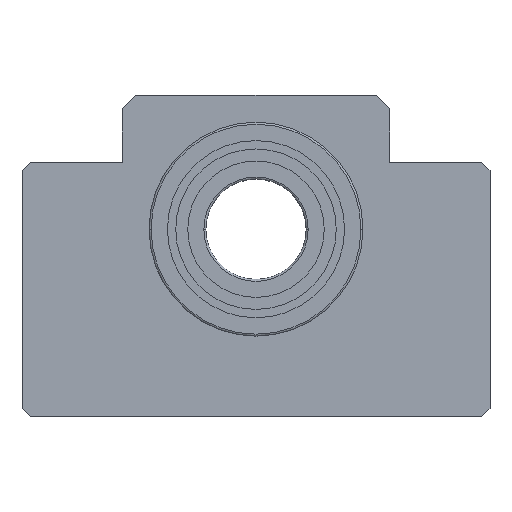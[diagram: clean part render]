
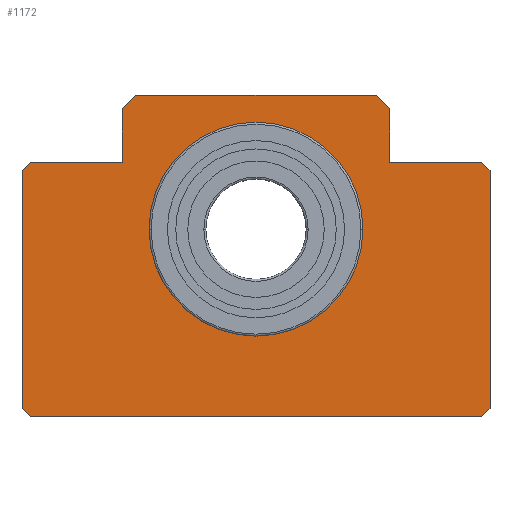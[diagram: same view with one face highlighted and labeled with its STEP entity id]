
A CAD part, top view. The second image highlights one B-rep face of the part: STEP entity #1172.
In plain terms, the highlighted planar face has unit normal (0, 0, 1).
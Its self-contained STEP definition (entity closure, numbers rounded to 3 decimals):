
#15 = EDGE_CURVE ( 'NONE', #1427, #2027, #1601, .T. ) ;
#28 = EDGE_CURVE ( 'NONE', #919, #1408, #915, .T. ) ;
#41 = ORIENTED_EDGE ( 'NONE', *, *, #1768, .T. ) ;
#52 = VECTOR ( 'NONE', #104, 1000. ) ;
#64 = DIRECTION ( 'NONE',  ( -0.707, 0.707, 0. ) ) ;
#74 = DIRECTION ( 'NONE',  ( -1., 0., 0. ) ) ;
#79 = FACE_BOUND ( 'NONE', #1888, .T. ) ;
#84 = LINE ( 'NONE', #171, #767 ) ;
#91 = ORIENTED_EDGE ( 'NONE', *, *, #1883, .F. ) ;
#104 = DIRECTION ( 'NONE',  ( 0., -1., 0. ) ) ;
#115 = VERTEX_POINT ( 'NONE', #1120 ) ;
#147 = EDGE_CURVE ( 'NONE', #1944, #1427, #472, .T. ) ;
#152 = DIRECTION ( 'NONE',  ( 0., 1., 0. ) ) ;
#153 = VECTOR ( 'NONE', #1028, 1000. ) ;
#171 = CARTESIAN_POINT ( 'NONE',  ( 20., 10., 0. ) ) ;
#191 = ORIENTED_EDGE ( 'NONE', *, *, #956, .T. ) ;
#202 = DIRECTION ( 'NONE',  ( -0.707, -0.707, 0. ) ) ;
#226 = EDGE_CURVE ( 'NONE', #286, #2006, #597, .T. ) ;
#260 = VECTOR ( 'NONE', #1909, 1000. ) ;
#276 = AXIS2_PLACEMENT_3D ( 'NONE', #348, #1765, #1610 ) ;
#286 = VERTEX_POINT ( 'NONE', #1309 ) ;
#289 = ORIENTED_EDGE ( 'NONE', *, *, #509, .T. ) ;
#304 = LINE ( 'NONE', #437, #1744 ) ;
#309 = DIRECTION ( 'NONE',  ( 0.707, -0.707, 0. ) ) ;
#348 = CARTESIAN_POINT ( 'NONE',  ( 0., 0., 0. ) ) ;
#356 = VECTOR ( 'NONE', #309, 1000. ) ;
#361 = ORIENTED_EDGE ( 'NONE', *, *, #226, .T. ) ;
#376 = CARTESIAN_POINT ( 'NONE',  ( -20., 18., 0. ) ) ;
#407 = CARTESIAN_POINT ( 'NONE',  ( -35., 8.8, 0. ) ) ;
#437 = CARTESIAN_POINT ( 'NONE',  ( -33.8, -28., 0. ) ) ;
#447 = LINE ( 'NONE', #1281, #356 ) ;
#472 = LINE ( 'NONE', #642, #1700 ) ;
#480 = CARTESIAN_POINT ( 'NONE',  ( 35., -26.8, 0. ) ) ;
#502 = ORIENTED_EDGE ( 'NONE', *, *, #15, .T. ) ;
#509 = EDGE_CURVE ( 'NONE', #2027, #286, #84, .T. ) ;
#592 = VECTOR ( 'NONE', #695, 1000. ) ;
#597 = LINE ( 'NONE', #1003, #620 ) ;
#620 = VECTOR ( 'NONE', #64, 1000. ) ;
#642 = CARTESIAN_POINT ( 'NONE',  ( 35., 8.8, 0. ) ) ;
#647 = VERTEX_POINT ( 'NONE', #1292 ) ;
#678 = DIRECTION ( 'NONE',  ( 0., -1., 0. ) ) ;
#695 = DIRECTION ( 'NONE',  ( -0.707, -0.707, 0. ) ) ;
#701 = CIRCLE ( 'NONE', #789, 16. ) ;
#703 = CARTESIAN_POINT ( 'NONE',  ( 18., 20., 0. ) ) ;
#712 = CARTESIAN_POINT ( 'NONE',  ( 0., 0., 0. ) ) ;
#728 = CARTESIAN_POINT ( 'NONE',  ( 20., 10., 0. ) ) ;
#741 = LINE ( 'NONE', #376, #1222 ) ;
#752 = ORIENTED_EDGE ( 'NONE', *, *, #772, .T. ) ;
#756 = EDGE_CURVE ( 'NONE', #647, #974, #701, .T. ) ;
#758 = CARTESIAN_POINT ( 'NONE',  ( 33.8, -28., 0. ) ) ;
#767 = VECTOR ( 'NONE', #152, 1000. ) ;
#772 = EDGE_CURVE ( 'NONE', #1843, #1939, #741, .T. ) ;
#774 = CARTESIAN_POINT ( 'NONE',  ( -20., 18., 0. ) ) ;
#786 = CARTESIAN_POINT ( 'NONE',  ( 33.8, -28., 0. ) ) ;
#789 = AXIS2_PLACEMENT_3D ( 'NONE', #712, #1342, #1975 ) ;
#802 = ORIENTED_EDGE ( 'NONE', *, *, #1728, .T. ) ;
#817 = ORIENTED_EDGE ( 'NONE', *, *, #1914, .T. ) ;
#839 = PLANE ( 'NONE',  #1104 ) ;
#915 = LINE ( 'NONE', #786, #1882 ) ;
#918 = CARTESIAN_POINT ( 'NONE',  ( -35., 8.8, 0. ) ) ;
#919 = VERTEX_POINT ( 'NONE', #758 ) ;
#936 = VECTOR ( 'NONE', #1824, 1000. ) ;
#937 = CARTESIAN_POINT ( 'NONE',  ( 16., 0., 0. ) ) ;
#943 = DIRECTION ( 'NONE',  ( 0.707, 0.707, 0. ) ) ;
#956 = EDGE_CURVE ( 'NONE', #1608, #1966, #447, .T. ) ;
#974 = VERTEX_POINT ( 'NONE', #937 ) ;
#985 = LINE ( 'NONE', #1499, #1640 ) ;
#995 = DIRECTION ( 'NONE',  ( 0., 0., 1. ) ) ;
#1003 = CARTESIAN_POINT ( 'NONE',  ( 20., 18., 0. ) ) ;
#1028 = DIRECTION ( 'NONE',  ( -1., 0., 0. ) ) ;
#1029 = EDGE_CURVE ( 'NONE', #115, #1843, #2061, .T. ) ;
#1039 = CARTESIAN_POINT ( 'NONE',  ( -33.8, -28., 0. ) ) ;
#1066 = CIRCLE ( 'NONE', #276, 16. ) ;
#1101 = ORIENTED_EDGE ( 'NONE', *, *, #147, .T. ) ;
#1104 = AXIS2_PLACEMENT_3D ( 'NONE', #1805, #995, #1502 ) ;
#1120 = CARTESIAN_POINT ( 'NONE',  ( -18., 20., 0. ) ) ;
#1123 = EDGE_LOOP ( 'NONE', ( #41, #191, #802, #1972, #1584, #1101, #502, #289, #361, #1429, #1454, #752, #817, #1808 ) ) ;
#1141 = CARTESIAN_POINT ( 'NONE',  ( -18., 20., 0. ) ) ;
#1172 = ADVANCED_FACE ( 'NONE', ( #79, #1699 ), #839, .T. ) ;
#1222 = VECTOR ( 'NONE', #678, 1000. ) ;
#1227 = DIRECTION ( 'NONE',  ( 1., 0., 0. ) ) ;
#1281 = CARTESIAN_POINT ( 'NONE',  ( -35., -26.8, 0. ) ) ;
#1286 = DIRECTION ( 'NONE',  ( -0.707, 0.707, 0. ) ) ;
#1292 = CARTESIAN_POINT ( 'NONE',  ( -16., 0., 0. ) ) ;
#1309 = CARTESIAN_POINT ( 'NONE',  ( 20., 18., 0. ) ) ;
#1326 = VERTEX_POINT ( 'NONE', #407 ) ;
#1342 = DIRECTION ( 'NONE',  ( 0., 0., 1. ) ) ;
#1358 = ORIENTED_EDGE ( 'NONE', *, *, #756, .F. ) ;
#1395 = LINE ( 'NONE', #918, #52 ) ;
#1399 = VECTOR ( 'NONE', #202, 1000. ) ;
#1408 = VERTEX_POINT ( 'NONE', #480 ) ;
#1427 = VERTEX_POINT ( 'NONE', #1943 ) ;
#1429 = ORIENTED_EDGE ( 'NONE', *, *, #1703, .T. ) ;
#1441 = CARTESIAN_POINT ( 'NONE',  ( -33.8, 10., 0. ) ) ;
#1446 = EDGE_CURVE ( 'NONE', #1408, #1944, #1800, .T. ) ;
#1454 = ORIENTED_EDGE ( 'NONE', *, *, #1029, .T. ) ;
#1495 = LINE ( 'NONE', #1441, #592 ) ;
#1499 = CARTESIAN_POINT ( 'NONE',  ( -20., 10., 0. ) ) ;
#1502 = DIRECTION ( 'NONE',  ( 1., 0., 0. ) ) ;
#1504 = CARTESIAN_POINT ( 'NONE',  ( 18., 20., 0. ) ) ;
#1584 = ORIENTED_EDGE ( 'NONE', *, *, #1446, .T. ) ;
#1601 = LINE ( 'NONE', #1925, #260 ) ;
#1608 = VERTEX_POINT ( 'NONE', #2026 ) ;
#1610 = DIRECTION ( 'NONE',  ( 1., 0., 0. ) ) ;
#1640 = VECTOR ( 'NONE', #74, 1000. ) ;
#1653 = CARTESIAN_POINT ( 'NONE',  ( 35., -26.8, 0. ) ) ;
#1699 = FACE_OUTER_BOUND ( 'NONE', #1123, .T. ) ;
#1700 = VECTOR ( 'NONE', #1286, 1000. ) ;
#1703 = EDGE_CURVE ( 'NONE', #2006, #115, #2038, .T. ) ;
#1728 = EDGE_CURVE ( 'NONE', #1966, #919, #304, .T. ) ;
#1744 = VECTOR ( 'NONE', #1227, 1000. ) ;
#1765 = DIRECTION ( 'NONE',  ( 0., 0., 1. ) ) ;
#1768 = EDGE_CURVE ( 'NONE', #1326, #1608, #1395, .T. ) ;
#1782 = VERTEX_POINT ( 'NONE', #1893 ) ;
#1800 = LINE ( 'NONE', #1653, #936 ) ;
#1805 = CARTESIAN_POINT ( 'NONE',  ( 0., 0., 0. ) ) ;
#1808 = ORIENTED_EDGE ( 'NONE', *, *, #1892, .T. ) ;
#1824 = DIRECTION ( 'NONE',  ( 0., 1., 0. ) ) ;
#1843 = VERTEX_POINT ( 'NONE', #774 ) ;
#1882 = VECTOR ( 'NONE', #943, 1000. ) ;
#1883 = EDGE_CURVE ( 'NONE', #974, #647, #1066, .T. ) ;
#1888 = EDGE_LOOP ( 'NONE', ( #91, #1358 ) ) ;
#1892 = EDGE_CURVE ( 'NONE', #1782, #1326, #1495, .T. ) ;
#1893 = CARTESIAN_POINT ( 'NONE',  ( -33.8, 10., 0. ) ) ;
#1909 = DIRECTION ( 'NONE',  ( -1., 0., 0. ) ) ;
#1914 = EDGE_CURVE ( 'NONE', #1939, #1782, #985, .T. ) ;
#1925 = CARTESIAN_POINT ( 'NONE',  ( 33.8, 10., 0. ) ) ;
#1939 = VERTEX_POINT ( 'NONE', #2001 ) ;
#1943 = CARTESIAN_POINT ( 'NONE',  ( 33.8, 10., 0. ) ) ;
#1944 = VERTEX_POINT ( 'NONE', #2008 ) ;
#1966 = VERTEX_POINT ( 'NONE', #1039 ) ;
#1972 = ORIENTED_EDGE ( 'NONE', *, *, #28, .T. ) ;
#1975 = DIRECTION ( 'NONE',  ( 1., 0., 0. ) ) ;
#2001 = CARTESIAN_POINT ( 'NONE',  ( -20., 10., 0. ) ) ;
#2006 = VERTEX_POINT ( 'NONE', #703 ) ;
#2008 = CARTESIAN_POINT ( 'NONE',  ( 35., 8.8, 0. ) ) ;
#2026 = CARTESIAN_POINT ( 'NONE',  ( -35., -26.8, 0. ) ) ;
#2027 = VERTEX_POINT ( 'NONE', #728 ) ;
#2038 = LINE ( 'NONE', #1504, #153 ) ;
#2061 = LINE ( 'NONE', #1141, #1399 ) ;
